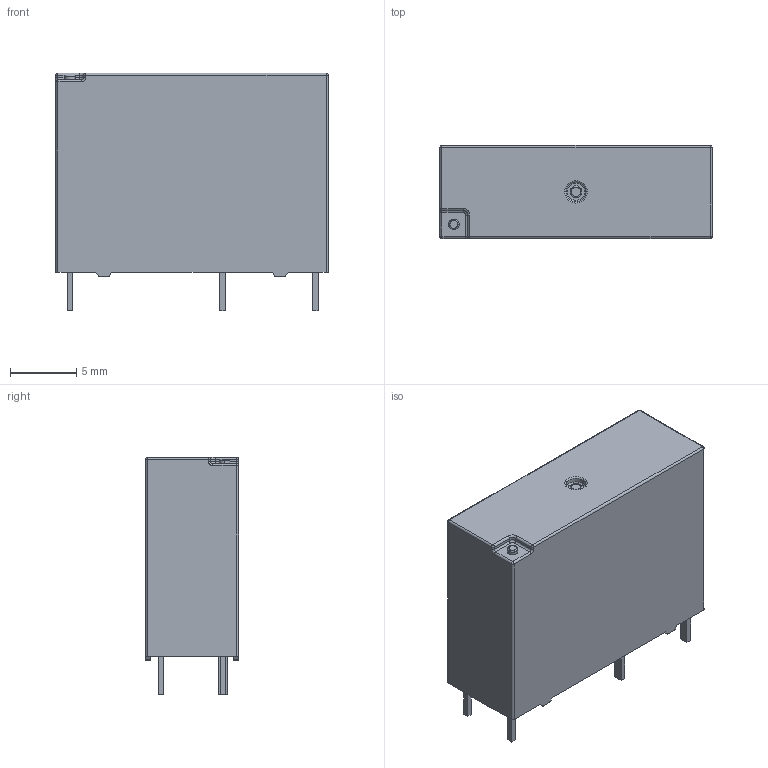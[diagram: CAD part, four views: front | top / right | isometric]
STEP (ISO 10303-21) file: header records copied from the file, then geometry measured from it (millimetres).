
FILE_DESCRIPTION (( 'STEP AP214' ), '1' );
FILE_NAME ('RELAY-TH_L20.5-W7.0-H15.0.step', '2022-07-09T13:45:15', ( '' ), ( '' ), 'SwSTEP 2.0', 'SolidWorks 2020', '' );
FILE_SCHEMA (( 'AUTOMOTIVE_DESIGN' ));
Length unit declared in the file: millimetre
Products named in the file (1): RELAY-TH_L20.5-W7.0-H15.0
Bounding box: 20.5 x 7.01 x 17.9 mm (x, y, z)
Volume: 2091.6 mm3; surface area: 1162.5 mm2
Topology: 1 solids, 1 shells, 384 faces, 1019 edges, 664 vertices
Faces by surface type: plane 223, bspline 112, cylinder 31, torus 12, sphere 6
Entity records: 17217 total; most frequent: CARTESIAN_POINT 4166, ORIENTED_EDGE 2026, DIRECTION 1413, EDGE_CURVE 1013, LINE 703, VECTOR 703, VERTEX_POINT 664, EDGE_LOOP 417
